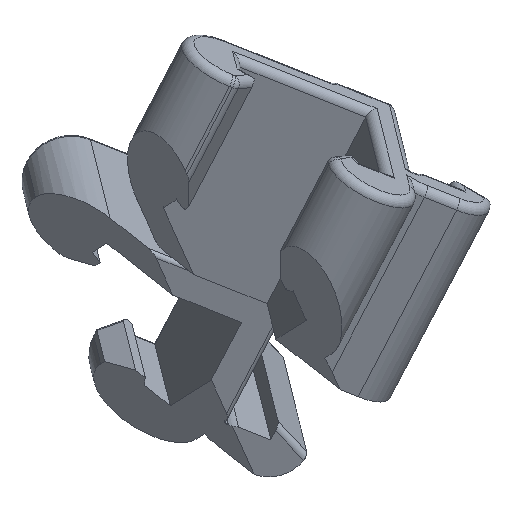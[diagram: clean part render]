
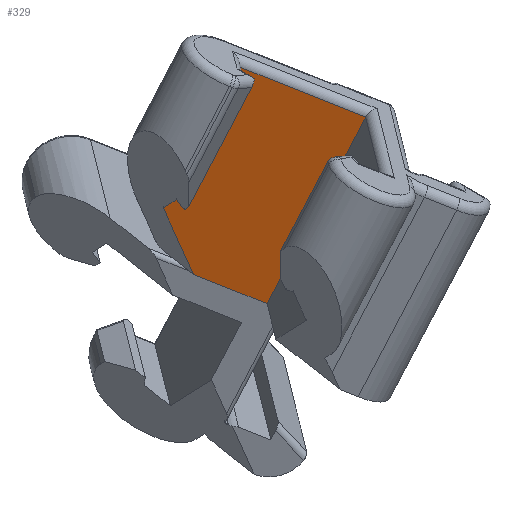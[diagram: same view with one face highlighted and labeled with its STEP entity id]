
A CAD part, left-side view. The second image highlights one B-rep face of the part: STEP entity #329.
In plain terms, the highlighted face is planar.
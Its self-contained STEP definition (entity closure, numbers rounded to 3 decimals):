
#8 = VERTEX_POINT ( 'NONE', #408 ) ;
#33 = VERTEX_POINT ( 'NONE', #4293 ) ;
#46 = DIRECTION ( 'NONE',  ( -0.437, -0.707, -0.556 ) ) ;
#47 = VECTOR ( 'NONE', #4677, 1000. ) ;
#247 = DIRECTION ( 'NONE',  ( -0.437, 0.707, -0.556 ) ) ;
#308 = DIRECTION ( 'NONE',  ( 0.786, 0., -0.619 ) ) ;
#329 = ADVANCED_FACE ( 'NONE', ( #4263 ), #1322, .T. ) ;
#362 = EDGE_CURVE ( 'NONE', #8, #1325, #3657, .T. ) ;
#367 = VECTOR ( 'NONE', #2715, 1000. ) ;
#408 = CARTESIAN_POINT ( 'NONE',  ( -8.674, 6.798, 4.501 ) ) ;
#568 = CARTESIAN_POINT ( 'NONE',  ( -2.957, 6.798, 0. ) ) ;
#659 = CARTESIAN_POINT ( 'NONE',  ( -4.431, -0.061, 9.89 ) ) ;
#807 = CARTESIAN_POINT ( 'NONE',  ( -9.5, 10.845, 0. ) ) ;
#1057 = CARTESIAN_POINT ( 'NONE',  ( -17.821, 2.484, 17.192 ) ) ;
#1322 = PLANE ( 'NONE',  #4179 ) ;
#1325 = VERTEX_POINT ( 'NONE', #568 ) ;
#1482 = DIRECTION ( 'NONE',  ( -0.437, 0.707, -0.556 ) ) ;
#1484 = EDGE_LOOP ( 'NONE', ( #1578, #4945, #4468, #4930, #2801 ) ) ;
#1576 = VERTEX_POINT ( 'NONE', #2626 ) ;
#1578 = ORIENTED_EDGE ( 'NONE', *, *, #2718, .F. ) ;
#1752 = EDGE_CURVE ( 'NONE', #4036, #1576, #1917, .T. ) ;
#1917 = LINE ( 'NONE', #5274, #4361 ) ;
#2209 = LINE ( 'NONE', #1057, #367 ) ;
#2626 = CARTESIAN_POINT ( 'NONE',  ( 0., 4.968, 0. ) ) ;
#2715 = DIRECTION ( 'NONE',  ( 0.786, 0., -0.619 ) ) ;
#2718 = EDGE_CURVE ( 'NONE', #33, #4036, #2209, .T. ) ;
#2722 = EDGE_CURVE ( 'NONE', #33, #8, #2796, .T. ) ;
#2789 = CARTESIAN_POINT ( 'NONE',  ( 1.537, 2.484, 1.952 ) ) ;
#2796 = LINE ( 'NONE', #659, #3491 ) ;
#2801 = ORIENTED_EDGE ( 'NONE', *, *, #1752, .F. ) ;
#3301 = VECTOR ( 'NONE', #308, 1000. ) ;
#3491 = VECTOR ( 'NONE', #247, 1000. ) ;
#3657 = LINE ( 'NONE', #3741, #3301 ) ;
#3741 = CARTESIAN_POINT ( 'NONE',  ( -20.489, 6.798, 13.803 ) ) ;
#3870 = CARTESIAN_POINT ( 'NONE',  ( -16.246, -0.061, 19.192 ) ) ;
#3895 = DIRECTION ( 'NONE',  ( -0.437, 0.707, -0.556 ) ) ;
#4036 = VERTEX_POINT ( 'NONE', #2789 ) ;
#4179 = AXIS2_PLACEMENT_3D ( 'NONE', #3870, #46, #3895 ) ;
#4263 = FACE_OUTER_BOUND ( 'NONE', #1484, .T. ) ;
#4293 = CARTESIAN_POINT ( 'NONE',  ( -6.006, 2.484, 7.89 ) ) ;
#4361 = VECTOR ( 'NONE', #1482, 1000. ) ;
#4468 = ORIENTED_EDGE ( 'NONE', *, *, #362, .T. ) ;
#4677 = DIRECTION ( 'NONE',  ( 0.85, -0.526, 0. ) ) ;
#4742 = EDGE_CURVE ( 'NONE', #1325, #1576, #5450, .T. ) ;
#4930 = ORIENTED_EDGE ( 'NONE', *, *, #4742, .T. ) ;
#4945 = ORIENTED_EDGE ( 'NONE', *, *, #2722, .T. ) ;
#5274 = CARTESIAN_POINT ( 'NONE',  ( 3.111, -0.061, 3.952 ) ) ;
#5450 = LINE ( 'NONE', #807, #47 ) ;
